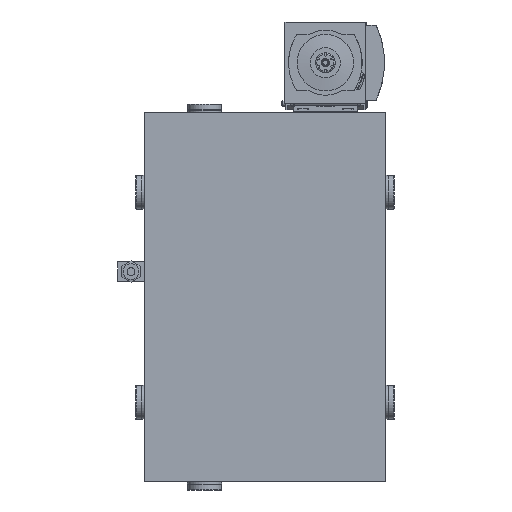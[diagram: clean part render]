
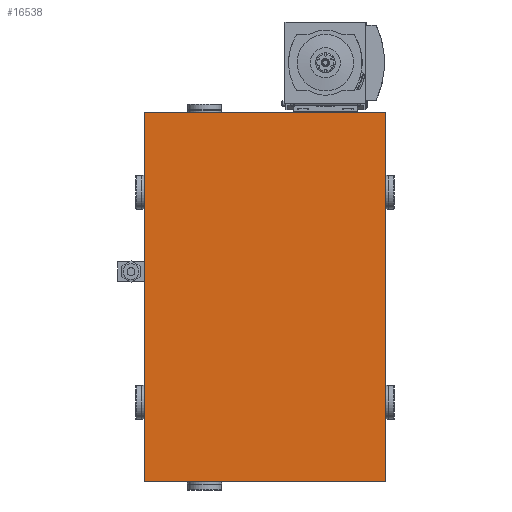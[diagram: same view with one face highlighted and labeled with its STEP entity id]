
A CAD part, front view. The second image highlights one B-rep face of the part: STEP entity #16538.
In plain terms, the highlighted planar face has unit normal (0, -1, 0).
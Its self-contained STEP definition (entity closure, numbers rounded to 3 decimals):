
#412=LINE('',#22577,#1578);
#413=LINE('',#22579,#1579);
#414=LINE('',#22581,#1580);
#415=LINE('',#22583,#1581);
#1578=VECTOR('',#18728,1000.);
#1579=VECTOR('',#18731,1000.);
#1580=VECTOR('',#18732,1000.);
#1581=VECTOR('',#18733,1000.);
#2710=PLANE('',#17352);
#3357=ORIENTED_EDGE('',*,*,#6927,.T.);
#3358=ORIENTED_EDGE('',*,*,#6926,.T.);
#3359=ORIENTED_EDGE('',*,*,#6928,.F.);
#3360=ORIENTED_EDGE('',*,*,#6929,.F.);
#6926=EDGE_CURVE('',#8701,#8703,#412,.T.);
#6927=EDGE_CURVE('',#8704,#8701,#413,.T.);
#6928=EDGE_CURVE('',#8705,#8703,#414,.T.);
#6929=EDGE_CURVE('',#8704,#8705,#415,.T.);
#8701=VERTEX_POINT('',#22572);
#8703=VERTEX_POINT('',#22576);
#8704=VERTEX_POINT('',#22580);
#8705=VERTEX_POINT('',#22582);
#10380=EDGE_LOOP('',(#3357,#3358,#3359,#3360));
#11389=FACE_BOUND('',#10380,.T.);
#16538=ADVANCED_FACE('',(#11389),#2710,.F.);
#17352=AXIS2_PLACEMENT_3D('',#22578,#18729,#18730);
#18728=DIRECTION('',(0.,0.,-1.));
#18729=DIRECTION('',(0.,1.,0.));
#18730=DIRECTION('',(0.,0.,1.));
#18731=DIRECTION('',(-1.,0.,0.));
#18732=DIRECTION('',(-1.,0.,0.));
#18733=DIRECTION('',(0.,0.,-1.));
#22572=CARTESIAN_POINT('',(-91.75,-1043.,280.75));
#22576=CARTESIAN_POINT('',(-91.75,-1043.,0.25));
#22577=CARTESIAN_POINT('',(-91.75,-1043.,281.));
#22578=CARTESIAN_POINT('',(-91.75,-1043.,281.));
#22579=CARTESIAN_POINT('',(92.,-1043.,280.75));
#22580=CARTESIAN_POINT('',(91.75,-1043.,280.75));
#22581=CARTESIAN_POINT('',(92.,-1043.,0.25));
#22582=CARTESIAN_POINT('',(91.75,-1043.,0.25));
#22583=CARTESIAN_POINT('',(91.75,-1043.,281.));
